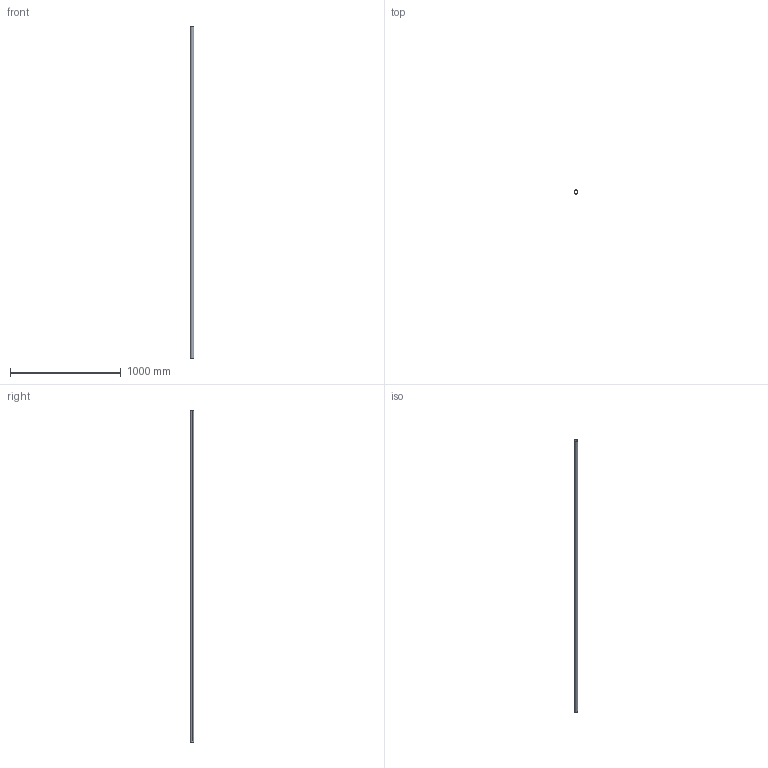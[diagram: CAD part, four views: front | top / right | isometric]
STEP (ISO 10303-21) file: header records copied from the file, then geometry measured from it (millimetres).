
FILE_DESCRIPTION(/* description */ (''),/* implementation_level */ '2;1');
FILE_NAME(/* name */ '2046005',/* time_stamp */ '2014-09-22T15:29:44+02:00',/* author */ (''),/* organization */ (''),/* preprocessor_version */ 'ST-DEVELOPER v15',/* originating_system */ '',/* authorisation */ '');
FILE_SCHEMA (('AUTOMOTIVE_DESIGN'));
Length unit declared in the file: millimetre
Products named in the file (1): Document
Bounding box: 32 x 31.93 x 3000 mm (x, y, z)
Volume: 376904.7 mm3; surface area: 579747.7 mm2
Topology: 1 solids, 1 shells, 6 faces, 12 edges, 8 vertices
Faces by surface type: bspline 4, plane 2
Entity records: 197 total; most frequent: CARTESIAN_POINT 100, ORIENTED_EDGE 24, EDGE_CURVE 12, EDGE_LOOP 8, VERTEX_POINT 8, ADVANCED_FACE 6, FACE_OUTER_BOUND 6, DIRECTION 6
